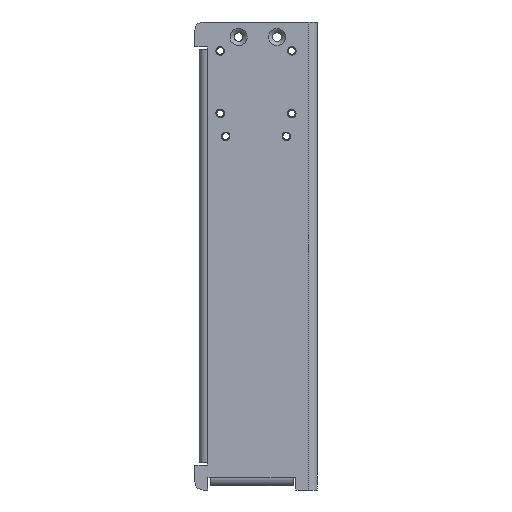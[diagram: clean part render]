
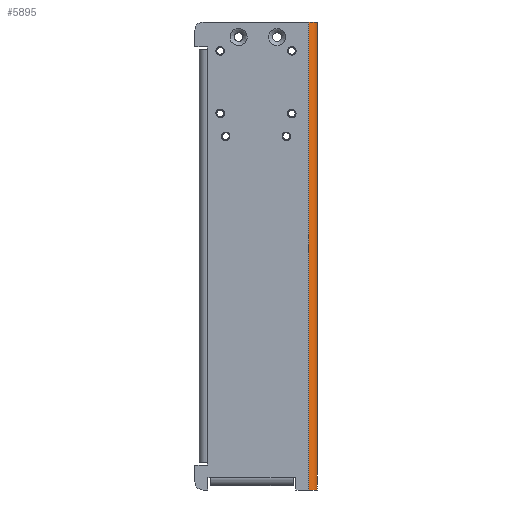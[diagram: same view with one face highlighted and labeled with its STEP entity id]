
A CAD part, left-side view. The second image highlights one B-rep face of the part: STEP entity #5895.
In plain terms, the highlighted cylindrical face has radius 3 mm (diameter 6 mm), a partial arc.
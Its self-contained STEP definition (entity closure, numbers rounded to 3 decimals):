
#500=FACE_OUTER_BOUND('',#881,.T.);
#881=EDGE_LOOP('',(#5233,#5234,#5235,#5236));
#1072=CIRCLE('',#6289,3.);
#1073=CIRCLE('',#6290,3.);
#1681=LINE('',#11510,#1973);
#1719=LINE('',#22667,#2011);
#1973=VECTOR('',#6914,10.);
#2011=VECTOR('',#7018,10.);
#2575=VERTEX_POINT('',#11507);
#2576=VERTEX_POINT('',#11509);
#2641=VERTEX_POINT('',#22664);
#2642=VERTEX_POINT('',#22666);
#3206=EDGE_CURVE('',#2576,#2575,#1681,.T.);
#3396=EDGE_CURVE('',#2641,#2642,#1719,.T.);
#3592=EDGE_CURVE('',#2641,#2576,#1072,.T.);
#3593=EDGE_CURVE('',#2575,#2642,#1073,.T.);
#5233=ORIENTED_EDGE('',*,*,#3396,.F.);
#5234=ORIENTED_EDGE('',*,*,#3592,.T.);
#5235=ORIENTED_EDGE('',*,*,#3206,.T.);
#5236=ORIENTED_EDGE('',*,*,#3593,.T.);
#5607=CYLINDRICAL_SURFACE('',#6288,3.);
#5895=ADVANCED_FACE('',(#500),#5607,.T.);
#6288=AXIS2_PLACEMENT_3D('',#28305,#7302,#7303);
#6289=AXIS2_PLACEMENT_3D('',#28306,#7304,#7305);
#6290=AXIS2_PLACEMENT_3D('',#28307,#7306,#7307);
#6914=DIRECTION('',(0.,0.,1.));
#7018=DIRECTION('',(0.,0.,1.));
#7302=DIRECTION('center_axis',(0.,0.,-1.));
#7303=DIRECTION('ref_axis',(0.,-1.,0.));
#7304=DIRECTION('center_axis',(0.,0.,1.));
#7305=DIRECTION('ref_axis',(-1.,0.,0.));
#7306=DIRECTION('center_axis',(0.,0.,-1.));
#7307=DIRECTION('ref_axis',(0.,-1.,0.));
#11507=CARTESIAN_POINT('',(-109.596,-1.5,43.681));
#11509=CARTESIAN_POINT('',(-109.596,-1.5,-126.319));
#11510=CARTESIAN_POINT('',(-109.596,-1.5,-20.659));
#22664=CARTESIAN_POINT('',(-112.596,1.5,-126.319));
#22666=CARTESIAN_POINT('',(-112.596,1.5,43.681));
#22667=CARTESIAN_POINT('',(-112.596,1.5,-20.659));
#28305=CARTESIAN_POINT('Origin',(-109.596,1.5,-41.319));
#28306=CARTESIAN_POINT('Origin',(-109.596,1.5,-126.319));
#28307=CARTESIAN_POINT('Origin',(-109.596,1.5,43.681));
